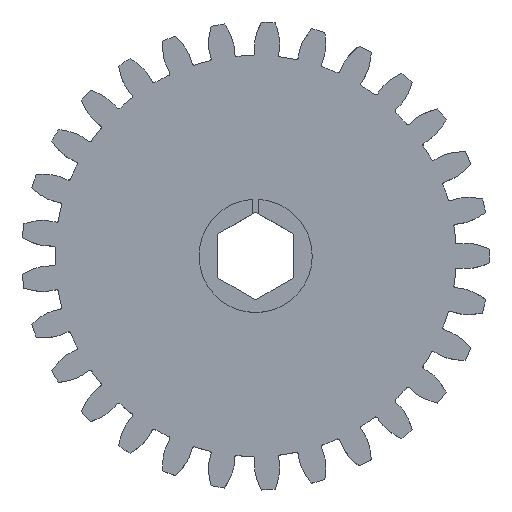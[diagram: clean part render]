
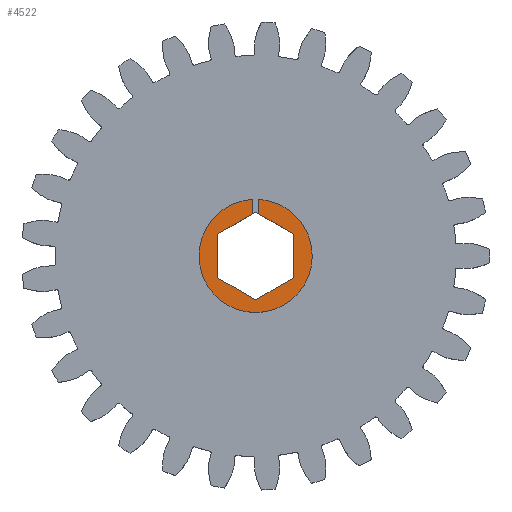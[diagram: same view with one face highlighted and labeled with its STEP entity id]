
A CAD part, top view. The second image highlights one B-rep face of the part: STEP entity #4522.
In plain terms, the highlighted planar face has unit normal (0, 0, 1).
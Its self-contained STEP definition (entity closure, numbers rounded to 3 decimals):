
#196=CIRCLE('',#4781,9.525);
#549=FACE_OUTER_BOUND('',#793,.T.);
#793=EDGE_LOOP('',(#3010,#3011,#3012,#3013,#3014,#3015,#3016,#3017,#3018));
#1038=LINE('',#6430,#1414);
#1042=LINE('',#6442,#1418);
#1044=LINE('',#6446,#1420);
#1045=LINE('',#6448,#1421);
#1046=LINE('',#6450,#1422);
#1047=LINE('',#6452,#1423);
#1048=LINE('',#6454,#1424);
#1049=LINE('',#6455,#1425);
#1414=VECTOR('',#5207,10.);
#1418=VECTOR('',#5219,10.);
#1420=VECTOR('',#5223,10.);
#1421=VECTOR('',#5224,10.);
#1422=VECTOR('',#5225,10.);
#1423=VECTOR('',#5226,10.);
#1424=VECTOR('',#5227,10.);
#1425=VECTOR('',#5228,10.);
#1790=VERTEX_POINT('',#6427);
#1791=VERTEX_POINT('',#6429);
#1793=VERTEX_POINT('',#6435);
#1795=VERTEX_POINT('',#6441);
#1796=VERTEX_POINT('',#6445);
#1797=VERTEX_POINT('',#6447);
#1798=VERTEX_POINT('',#6449);
#1799=VERTEX_POINT('',#6451);
#1800=VERTEX_POINT('',#6453);
#2274=EDGE_CURVE('',#1791,#1790,#1038,.T.);
#2277=EDGE_CURVE('',#1793,#1791,#196,.T.);
#2280=EDGE_CURVE('',#1795,#1793,#1042,.T.);
#2282=EDGE_CURVE('',#1790,#1796,#1044,.T.);
#2283=EDGE_CURVE('',#1796,#1797,#1045,.T.);
#2284=EDGE_CURVE('',#1797,#1798,#1046,.T.);
#2285=EDGE_CURVE('',#1798,#1799,#1047,.T.);
#2286=EDGE_CURVE('',#1799,#1800,#1048,.T.);
#2287=EDGE_CURVE('',#1800,#1795,#1049,.T.);
#3010=ORIENTED_EDGE('',*,*,#2282,.T.);
#3011=ORIENTED_EDGE('',*,*,#2283,.T.);
#3012=ORIENTED_EDGE('',*,*,#2284,.T.);
#3013=ORIENTED_EDGE('',*,*,#2285,.T.);
#3014=ORIENTED_EDGE('',*,*,#2286,.T.);
#3015=ORIENTED_EDGE('',*,*,#2287,.T.);
#3016=ORIENTED_EDGE('',*,*,#2280,.T.);
#3017=ORIENTED_EDGE('',*,*,#2277,.T.);
#3018=ORIENTED_EDGE('',*,*,#2274,.T.);
#4452=PLANE('',#4783);
#4522=ADVANCED_FACE('',(#549),#4452,.T.);
#4781=AXIS2_PLACEMENT_3D('',#6436,#5213,#5214);
#4783=AXIS2_PLACEMENT_3D('',#6444,#5221,#5222);
#5207=DIRECTION('',(0.,-1.,0.));
#5213=DIRECTION('center_axis',(0.,0.,1.));
#5214=DIRECTION('ref_axis',(-0.053,0.999,0.));
#5219=DIRECTION('',(0.,1.,0.));
#5221=DIRECTION('center_axis',(0.,0.,1.));
#5222=DIRECTION('ref_axis',(-1.,0.,0.));
#5223=DIRECTION('',(0.866,-0.5,0.));
#5224=DIRECTION('',(0.,-1.,0.));
#5225=DIRECTION('',(-0.866,-0.5,0.));
#5226=DIRECTION('',(-0.866,0.5,0.));
#5227=DIRECTION('',(0.,1.,0.));
#5228=DIRECTION('',(0.866,0.5,0.));
#6427=CARTESIAN_POINT('',(0.508,7.085,11.079));
#6429=CARTESIAN_POINT('',(0.508,9.511,11.079));
#6430=CARTESIAN_POINT('',(0.508,7.085,11.079));
#6435=CARTESIAN_POINT('',(-0.508,9.511,11.079));
#6436=CARTESIAN_POINT('Origin',(0.,0.,11.079));
#6441=CARTESIAN_POINT('',(-0.508,7.085,11.079));
#6442=CARTESIAN_POINT('',(-0.508,7.085,11.079));
#6444=CARTESIAN_POINT('Origin',(0.,-0.007,11.079));
#6445=CARTESIAN_POINT('',(6.39,3.689,11.079));
#6446=CARTESIAN_POINT('',(0.,7.379,11.079));
#6447=CARTESIAN_POINT('',(6.39,-3.689,11.079));
#6448=CARTESIAN_POINT('',(6.39,3.689,11.079));
#6449=CARTESIAN_POINT('',(0.,-7.379,11.079));
#6450=CARTESIAN_POINT('',(6.39,-3.689,11.079));
#6451=CARTESIAN_POINT('',(-6.39,-3.689,11.079));
#6452=CARTESIAN_POINT('',(0.,-7.379,11.079));
#6453=CARTESIAN_POINT('',(-6.39,3.689,11.079));
#6454=CARTESIAN_POINT('',(-6.39,-3.689,11.079));
#6455=CARTESIAN_POINT('',(-6.39,3.689,11.079));
